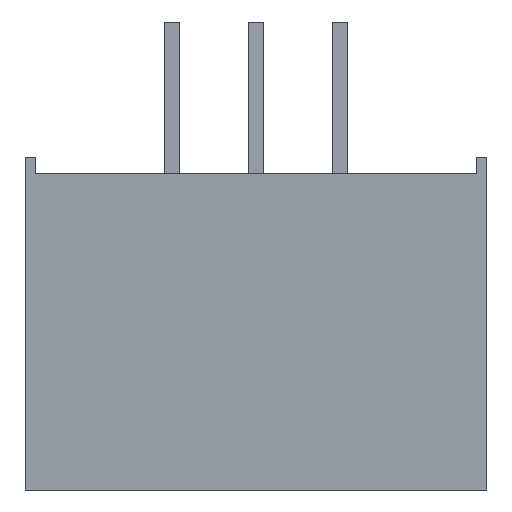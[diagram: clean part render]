
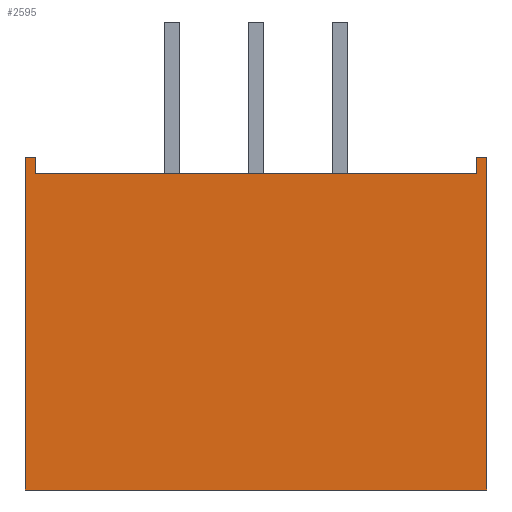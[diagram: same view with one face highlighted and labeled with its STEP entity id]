
A CAD part, front view. The second image highlights one B-rep face of the part: STEP entity #2595.
In plain terms, the highlighted planar face has unit normal (0, -1, 0).
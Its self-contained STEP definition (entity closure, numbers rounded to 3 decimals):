
#101 = CARTESIAN_POINT ( 'NONE',  ( 9.222, -3.89, -0.5 ) ) ;
#154 = PLANE ( 'NONE',  #2587 ) ;
#347 = LINE ( 'NONE', #2796, #2489 ) ;
#359 = EDGE_CURVE ( 'NONE', #2354, #2204, #811, .T. ) ;
#371 = DIRECTION ( 'NONE',  ( 0., 0., -1. ) ) ;
#379 = LINE ( 'NONE', #2328, #1594 ) ;
#391 = ORIENTED_EDGE ( 'NONE', *, *, #1239, .T. ) ;
#451 = LINE ( 'NONE', #2856, #2329 ) ;
#486 = EDGE_CURVE ( 'NONE', #3084, #1177, #347, .T. ) ;
#542 = EDGE_LOOP ( 'NONE', ( #1815, #1843, #1240, #391, #709, #2798, #3014, #728 ) ) ;
#555 = DIRECTION ( 'NONE',  ( 0., 0., -1. ) ) ;
#676 = LINE ( 'NONE', #2722, #2545 ) ;
#709 = ORIENTED_EDGE ( 'NONE', *, *, #2057, .F. ) ;
#728 = ORIENTED_EDGE ( 'NONE', *, *, #1573, .F. ) ;
#732 = VERTEX_POINT ( 'NONE', #1231 ) ;
#783 = EDGE_CURVE ( 'NONE', #732, #3084, #1033, .T. ) ;
#811 = LINE ( 'NONE', #2628, #1561 ) ;
#875 = VECTOR ( 'NONE', #1733, 1000. ) ;
#933 = CARTESIAN_POINT ( 'NONE',  ( 9.54, -3.89, 0. ) ) ;
#951 = DIRECTION ( 'NONE',  ( -1., 0., 0. ) ) ;
#963 = CARTESIAN_POINT ( 'NONE',  ( -4.142, -3.89, -0.5 ) ) ;
#1033 = LINE ( 'NONE', #2425, #875 ) ;
#1055 = CARTESIAN_POINT ( 'NONE',  ( 9.222, -3.89, 0. ) ) ;
#1160 = VERTEX_POINT ( 'NONE', #101 ) ;
#1161 = DIRECTION ( 'NONE',  ( 0., 0., 1. ) ) ;
#1177 = VERTEX_POINT ( 'NONE', #1376 ) ;
#1231 = CARTESIAN_POINT ( 'NONE',  ( -4.46, -3.89, -10.1 ) ) ;
#1239 = EDGE_CURVE ( 'NONE', #1160, #1343, #379, .T. ) ;
#1240 = ORIENTED_EDGE ( 'NONE', *, *, #2997, .T. ) ;
#1307 = EDGE_CURVE ( 'NONE', #2278, #2204, #451, .T. ) ;
#1343 = VERTEX_POINT ( 'NONE', #963 ) ;
#1376 = CARTESIAN_POINT ( 'NONE',  ( -4.142, -3.89, 0. ) ) ;
#1561 = VECTOR ( 'NONE', #1161, 1000. ) ;
#1573 = EDGE_CURVE ( 'NONE', #2354, #732, #3107, .T. ) ;
#1594 = VECTOR ( 'NONE', #2826, 1000. ) ;
#1633 = VECTOR ( 'NONE', #555, 1000. ) ;
#1639 = CARTESIAN_POINT ( 'NONE',  ( -4.46, -3.89, -10.1 ) ) ;
#1674 = FACE_OUTER_BOUND ( 'NONE', #542, .T. ) ;
#1703 = CARTESIAN_POINT ( 'NONE',  ( 9.222, -3.89, 0. ) ) ;
#1733 = DIRECTION ( 'NONE',  ( 0., 0., 1. ) ) ;
#1746 = CARTESIAN_POINT ( 'NONE',  ( 9.54, -3.89, -10.1 ) ) ;
#1815 = ORIENTED_EDGE ( 'NONE', *, *, #359, .T. ) ;
#1841 = DIRECTION ( 'NONE',  ( -1., 0., 0. ) ) ;
#1843 = ORIENTED_EDGE ( 'NONE', *, *, #1307, .F. ) ;
#1871 = DIRECTION ( 'NONE',  ( 1., 0., 0. ) ) ;
#1879 = DIRECTION ( 'NONE',  ( 0., 1., 0. ) ) ;
#2057 = EDGE_CURVE ( 'NONE', #1177, #1343, #676, .T. ) ;
#2080 = LINE ( 'NONE', #1055, #1633 ) ;
#2204 = VERTEX_POINT ( 'NONE', #933 ) ;
#2278 = VERTEX_POINT ( 'NONE', #1703 ) ;
#2328 = CARTESIAN_POINT ( 'NONE',  ( -4.46, -3.89, -0.5 ) ) ;
#2329 = VECTOR ( 'NONE', #3075, 1000. ) ;
#2354 = VERTEX_POINT ( 'NONE', #1746 ) ;
#2425 = CARTESIAN_POINT ( 'NONE',  ( -4.46, -3.89, -10.1 ) ) ;
#2481 = VECTOR ( 'NONE', #951, 1000. ) ;
#2489 = VECTOR ( 'NONE', #1871, 1000. ) ;
#2545 = VECTOR ( 'NONE', #371, 1000. ) ;
#2587 = AXIS2_PLACEMENT_3D ( 'NONE', #1639, #1879, #1841 ) ;
#2595 = ADVANCED_FACE ( 'NONE', ( #1674 ), #154, .F. ) ;
#2628 = CARTESIAN_POINT ( 'NONE',  ( 9.54, -3.89, -10.1 ) ) ;
#2722 = CARTESIAN_POINT ( 'NONE',  ( -4.142, -3.89, 0. ) ) ;
#2796 = CARTESIAN_POINT ( 'NONE',  ( -4.46, -3.89, 0. ) ) ;
#2798 = ORIENTED_EDGE ( 'NONE', *, *, #486, .F. ) ;
#2826 = DIRECTION ( 'NONE',  ( -1., 0., 0. ) ) ;
#2856 = CARTESIAN_POINT ( 'NONE',  ( 9.54, -3.89, 0. ) ) ;
#2877 = CARTESIAN_POINT ( 'NONE',  ( -4.46, -3.89, -10.1 ) ) ;
#2882 = CARTESIAN_POINT ( 'NONE',  ( -4.46, -3.89, 0. ) ) ;
#2997 = EDGE_CURVE ( 'NONE', #2278, #1160, #2080, .T. ) ;
#3014 = ORIENTED_EDGE ( 'NONE', *, *, #783, .F. ) ;
#3075 = DIRECTION ( 'NONE',  ( 1., 0., 0. ) ) ;
#3084 = VERTEX_POINT ( 'NONE', #2882 ) ;
#3107 = LINE ( 'NONE', #2877, #2481 ) ;
